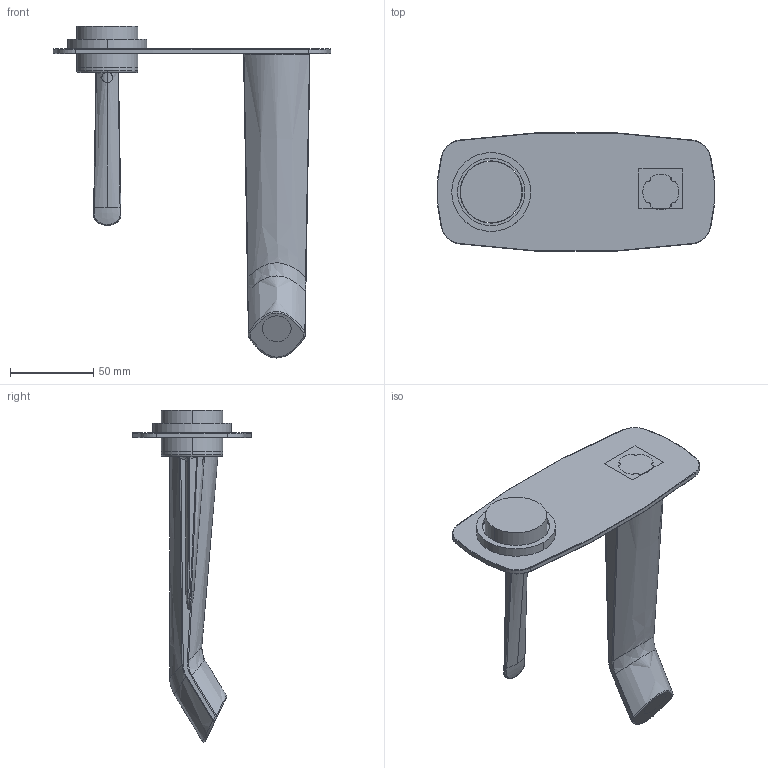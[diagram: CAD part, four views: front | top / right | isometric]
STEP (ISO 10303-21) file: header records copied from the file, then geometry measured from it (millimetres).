
FILE_DESCRIPTION((''),'2;1');
FILE_NAME('010-131-AUSERIES','2021-03-26T14:09:43',('mliu'),(''),'CREO PARAMETRIC BY PTC INC, 2020053','CREO PARAMETRIC BY PTC INC, 2020053','');
FILE_SCHEMA(('CONFIG_CONTROL_DESIGN'));
Length unit declared in the file: millimetre
Products named in the file (1): 010-131-AUSERIES
Bounding box: 166.71 x 71.3 x 199.8 mm (x, y, z)
Volume: 200374.6 mm3; surface area: 57184 mm2
Topology: 6 solids, 6 shells, 184 faces, 418 edges, 258 vertices
Faces by surface type: cylinder 54, bspline 53, plane 38, torus 22, cone 8, sphere 5, extrusion 4
Entity records: 7623 total; most frequent: CARTESIAN_POINT 3736, ORIENTED_EDGE 836, DIRECTION 713, EDGE_CURVE 418, AXIS2_PLACEMENT_3D 297, VERTEX_POINT 258, EDGE_LOOP 200, FACE_OUTER_BOUND 184
